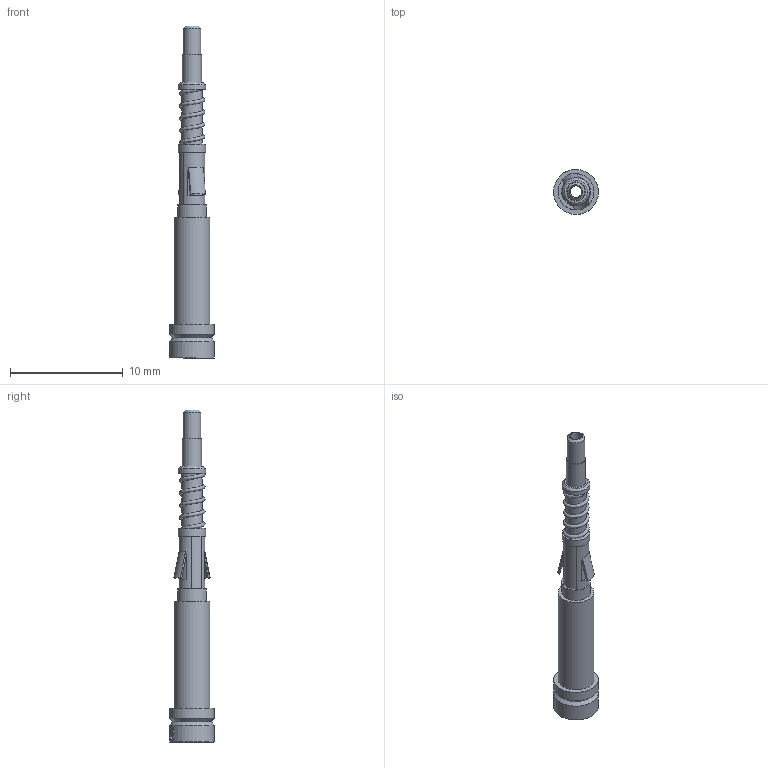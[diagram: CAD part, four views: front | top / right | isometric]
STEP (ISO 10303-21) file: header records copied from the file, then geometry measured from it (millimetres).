
FILE_DESCRIPTION(/* description */ (''),/* implementation_level */ '2;1');
FILE_NAME(/* name */ '100734107ugm000_a.stp',/* time_stamp */ '2017-10-24T09:14:01+02:00',/* author */ (''),/* organization */ (''),/* preprocessor_version */ 'ST-DEVELOPER v16',/* originating_system */ 'SIEMENS PLM Software NX 10.0',/* authorisation */ '');
FILE_SCHEMA (('AUTOMOTIVE_DESIGN { 1 0 10303 214 3 1 1 1 }'));
Length unit declared in the file: millimetre
Products named in the file (1): 100734107ugm000_a
Bounding box: 4 x 4 x 29.5 mm (x, y, z)
Volume: 105.1 mm3; surface area: 458.5 mm2
Topology: 1 solids, 2 shells, 158 faces, 485 edges, 439 vertices
Faces by surface type: plane 106, cylinder 45, cone 4, extrusion 2, bspline 1
Full cylindrical faces by diameter (mm): 0.114 x1, 0.135 x1, 1.05 x1, 1.58 x1, 1.7 x1, 2.2 x1, 2.4 x1, 2.45 x2, 2.57 x1, 3.2 x1, 3.6 x1, 4 x2
Entity records: 8397 total; most frequent: CARTESIAN_POINT 3040, DIRECTION 886, ORIENTED_EDGE 736, EDGE_CURVE 369, AXIS2_PLACEMENT_3D 309, VECTOR 268, LINE 266, VERTEX_POINT 257
